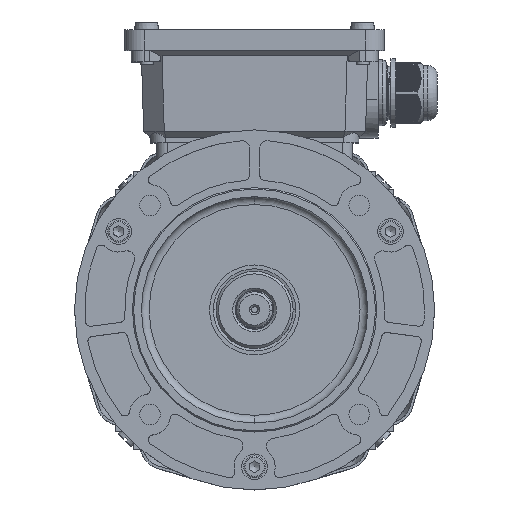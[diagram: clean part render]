
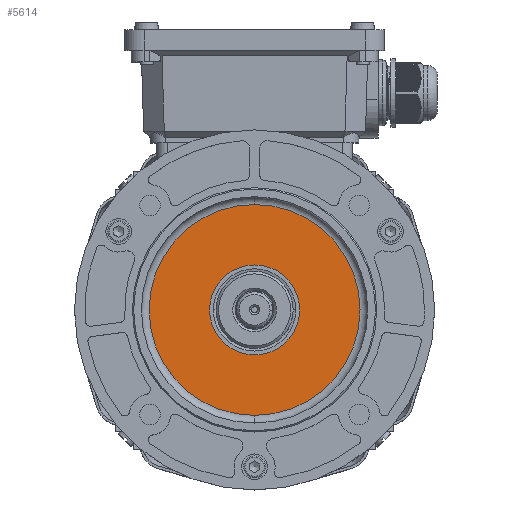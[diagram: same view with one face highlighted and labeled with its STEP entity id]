
A CAD part, top view. The second image highlights one B-rep face of the part: STEP entity #5614.
In plain terms, the highlighted planar face has unit normal (0, 0, 1).
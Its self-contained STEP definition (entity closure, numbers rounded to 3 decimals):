
#1825=PLANE('',#63878);
#2797=FACE_BOUND('',#13212,.T.);
#2798=FACE_BOUND('',#13213,.T.);
#5614=ADVANCED_FACE('',(#2797,#2798),#1825,.F.);
#13212=EDGE_LOOP('',(#36203,#36204));
#13213=EDGE_LOOP('',(#36205,#36206));
#36203=ORIENTED_EDGE('',*,*,#54254,.F.);
#36204=ORIENTED_EDGE('',*,*,#54415,.F.);
#36205=ORIENTED_EDGE('',*,*,#54414,.T.);
#36206=ORIENTED_EDGE('',*,*,#54258,.T.);
#46666=VERTEX_POINT('',#101696);
#46667=VERTEX_POINT('',#101697);
#46670=VERTEX_POINT('',#101705);
#46671=VERTEX_POINT('',#101706);
#54254=EDGE_CURVE('',#46666,#46667,#59109,.T.);
#54258=EDGE_CURVE('',#46670,#46671,#59111,.T.);
#54414=EDGE_CURVE('',#46671,#46670,#59225,.T.);
#54415=EDGE_CURVE('',#46667,#46666,#59226,.T.);
#59109=CIRCLE('',#63736,17.5);
#59111=CIRCLE('',#63739,41.);
#59225=CIRCLE('',#63875,41.);
#59226=CIRCLE('',#63877,17.5);
#63736=AXIS2_PLACEMENT_3D('',#101695,#75976,#75977);
#63739=AXIS2_PLACEMENT_3D('',#101704,#75984,#75985);
#63875=AXIS2_PLACEMENT_3D('',#102109,#76280,#76281);
#63877=AXIS2_PLACEMENT_3D('',#102111,#76284,#76285);
#63878=AXIS2_PLACEMENT_3D('',#102112,#76286,#76287);
#75976=DIRECTION('',(0.,0.,1.));
#75977=DIRECTION('',(0.,-1.,0.));
#75984=DIRECTION('',(0.,0.,1.));
#75985=DIRECTION('',(0.,-1.,0.));
#76280=DIRECTION('',(0.,0.,1.));
#76281=DIRECTION('',(0.,-1.,0.));
#76284=DIRECTION('',(0.,0.,1.));
#76285=DIRECTION('',(0.,-1.,0.));
#76286=DIRECTION('',(0.,0.,-1.));
#76287=DIRECTION('',(0.,-1.,0.));
#101695=CARTESIAN_POINT('',(-192.4,1.4,85.5));
#101696=CARTESIAN_POINT('',(-192.4,-16.1,85.5));
#101697=CARTESIAN_POINT('',(-192.4,18.9,85.5));
#101704=CARTESIAN_POINT('',(-192.4,1.4,85.5));
#101705=CARTESIAN_POINT('',(-192.4,42.4,85.5));
#101706=CARTESIAN_POINT('',(-192.4,-39.6,85.5));
#102109=CARTESIAN_POINT('',(-192.4,1.4,85.5));
#102111=CARTESIAN_POINT('',(-192.4,1.4,85.5));
#102112=CARTESIAN_POINT('',(-192.4,42.4,85.5));
